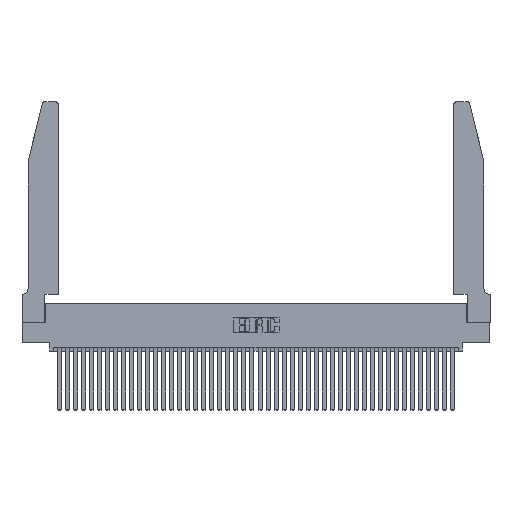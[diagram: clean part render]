
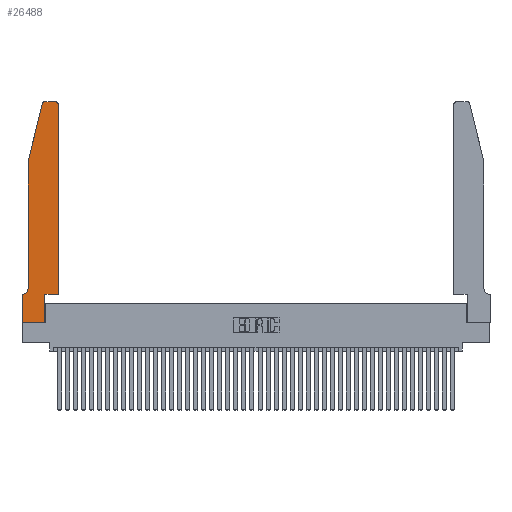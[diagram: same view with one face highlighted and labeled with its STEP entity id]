
A CAD part, top view. The second image highlights one B-rep face of the part: STEP entity #26488.
In plain terms, the highlighted planar face has unit normal (0, 0, 1).
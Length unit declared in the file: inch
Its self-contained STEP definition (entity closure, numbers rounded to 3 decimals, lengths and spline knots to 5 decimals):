
#145 = CARTESIAN_POINT ( 'NONE',  ( 0.4505, 0.35, 0.37 ) ) ;
#277 = DIRECTION ( 'NONE',  ( 1., 0., 0. ) ) ;
#348 = ORIENTED_EDGE ( 'NONE', *, *, #38116, .T. ) ;
#1338 = CARTESIAN_POINT ( 'NONE',  ( 0.4205, 2.75, 0.37 ) ) ;
#1546 = ORIENTED_EDGE ( 'NONE', *, *, #5151, .T. ) ;
#2514 = FACE_OUTER_BOUND ( 'NONE', #27120, .T. ) ;
#2525 = VERTEX_POINT ( 'NONE', #4879 ) ;
#2929 = ORIENTED_EDGE ( 'NONE', *, *, #11217, .T. ) ;
#3691 = EDGE_CURVE ( 'NONE', #2525, #37019, #33615, .T. ) ;
#4040 = DIRECTION ( 'NONE',  ( 0., -1., 0. ) ) ;
#4422 = DIRECTION ( 'NONE',  ( 0., -1., 0. ) ) ;
#4461 = VECTOR ( 'NONE', #4040, 39.37008 ) ;
#4475 = CARTESIAN_POINT ( 'NONE',  ( 0., 0.35, 0.37 ) ) ;
#4879 = CARTESIAN_POINT ( 'NONE',  ( 0.2865, 0., 0.37 ) ) ;
#5151 = EDGE_CURVE ( 'NONE', #37019, #7226, #11133, .T. ) ;
#5905 = DIRECTION ( 'NONE',  ( 0., 0., 1. ) ) ;
#5965 = VERTEX_POINT ( 'NONE', #27904 ) ;
#7226 = VERTEX_POINT ( 'NONE', #9399 ) ;
#8218 = VERTEX_POINT ( 'NONE', #1338 ) ;
#9333 = DIRECTION ( 'NONE',  ( 1., 0., 0. ) ) ;
#9399 = CARTESIAN_POINT ( 'NONE',  ( 0.4505, 0.35, 0.37 ) ) ;
#9514 = VERTEX_POINT ( 'NONE', #4475 ) ;
#10728 = ORIENTED_EDGE ( 'NONE', *, *, #3691, .T. ) ;
#10994 = ORIENTED_EDGE ( 'NONE', *, *, #37250, .T. ) ;
#11133 = LINE ( 'NONE', #145, #17874 ) ;
#11217 = EDGE_CURVE ( 'NONE', #8218, #21597, #25775, .T. ) ;
#11570 = LINE ( 'NONE', #14380, #41086 ) ;
#11648 = ORIENTED_EDGE ( 'NONE', *, *, #37078, .T. ) ;
#12272 = CARTESIAN_POINT ( 'NONE',  ( 0.2865, 0.35, 0.37 ) ) ;
#12616 = VECTOR ( 'NONE', #20559, 39.37008 ) ;
#13006 = CARTESIAN_POINT ( 'NONE',  ( 0., 0.35, 0.37 ) ) ;
#14132 = ORIENTED_EDGE ( 'NONE', *, *, #36821, .T. ) ;
#14380 = CARTESIAN_POINT ( 'NONE',  ( 0.0755, 2., 0.37 ) ) ;
#14580 = CARTESIAN_POINT ( 'NONE',  ( 0.0755, 2., 0.37 ) ) ;
#15519 = CARTESIAN_POINT ( 'NONE',  ( 0.4205, 2.72, 0.37 ) ) ;
#15531 = CARTESIAN_POINT ( 'NONE',  ( 0., 0., 0.37 ) ) ;
#15911 = VERTEX_POINT ( 'NONE', #26041 ) ;
#16102 = CIRCLE ( 'NONE', #22111, 0.07 ) ;
#16716 = LINE ( 'NONE', #40332, #12616 ) ;
#17420 = ORIENTED_EDGE ( 'NONE', *, *, #34567, .T. ) ;
#17453 = AXIS2_PLACEMENT_3D ( 'NONE', #15519, #5905, #41871 ) ;
#17630 = CARTESIAN_POINT ( 'NONE',  ( 0.0755, 2., 0.37 ) ) ;
#17874 = VECTOR ( 'NONE', #277, 39.37008 ) ;
#19080 = ORIENTED_EDGE ( 'NONE', *, *, #20779, .T. ) ;
#19768 = EDGE_CURVE ( 'NONE', #21597, #38772, #28299, .T. ) ;
#20559 = DIRECTION ( 'NONE',  ( 1., 0., 0. ) ) ;
#20779 = EDGE_CURVE ( 'NONE', #37964, #2525, #16716, .T. ) ;
#21597 = VERTEX_POINT ( 'NONE', #22647 ) ;
#21609 = DIRECTION ( 'NONE',  ( -1., 0., 0. ) ) ;
#22111 = AXIS2_PLACEMENT_3D ( 'NONE', #24307, #30801, #40902 ) ;
#22304 = CARTESIAN_POINT ( 'NONE',  ( 0.284, 2.72, 0.37 ) ) ;
#22647 = CARTESIAN_POINT ( 'NONE',  ( 0.284, 2.75, 0.37 ) ) ;
#23113 = CIRCLE ( 'NONE', #17453, 0.03 ) ;
#23182 = PLANE ( 'NONE',  #23856 ) ;
#23191 = LINE ( 'NONE', #33303, #36560 ) ;
#23856 = AXIS2_PLACEMENT_3D ( 'NONE', #13006, #36141, #39032 ) ;
#23900 = CARTESIAN_POINT ( 'NONE',  ( 0., 0., 0.37 ) ) ;
#24056 = ORIENTED_EDGE ( 'NONE', *, *, #19768, .T. ) ;
#24215 = VECTOR ( 'NONE', #21609, 39.37008 ) ;
#24307 = CARTESIAN_POINT ( 'NONE',  ( 0.0055, 0.42, 0.37 ) ) ;
#25675 = VECTOR ( 'NONE', #35796, 39.37008 ) ;
#25775 = LINE ( 'NONE', #41380, #24215 ) ;
#26041 = CARTESIAN_POINT ( 'NONE',  ( 0.0755, 0.42, 0.37 ) ) ;
#26226 = VERTEX_POINT ( 'NONE', #38539 ) ;
#26488 = ADVANCED_FACE ( 'NONE', ( #2514 ), #23182, .T. ) ;
#27120 = EDGE_LOOP ( 'NONE', ( #2929, #24056, #33144, #10994, #17420, #348, #14132, #19080, #10728, #1546, #11648, #28581 ) ) ;
#27342 = DIRECTION ( 'NONE',  ( 0., 1., 0. ) ) ;
#27733 = LINE ( 'NONE', #29592, #25675 ) ;
#27821 = LINE ( 'NONE', #23900, #4461 ) ;
#27904 = CARTESIAN_POINT ( 'NONE',  ( 0.4505, 2.72, 0.37 ) ) ;
#28186 = EDGE_CURVE ( 'NONE', #5965, #8218, #23113, .T. ) ;
#28299 = CIRCLE ( 'NONE', #36689, 0.03 ) ;
#28581 = ORIENTED_EDGE ( 'NONE', *, *, #28186, .T. ) ;
#29592 = CARTESIAN_POINT ( 'NONE',  ( 0.0755, 0.35, 0.37 ) ) ;
#30647 = CARTESIAN_POINT ( 'NONE',  ( 0.2865, 0.35, 0.37 ) ) ;
#30801 = DIRECTION ( 'NONE',  ( 0., 0., -1. ) ) ;
#30868 = VECTOR ( 'NONE', #4422, 39.37008 ) ;
#33144 = ORIENTED_EDGE ( 'NONE', *, *, #42183, .T. ) ;
#33303 = CARTESIAN_POINT ( 'NONE',  ( 0.4505, 0.35, 0.37 ) ) ;
#33615 = LINE ( 'NONE', #12272, #34097 ) ;
#34097 = VECTOR ( 'NONE', #41958, 39.37008 ) ;
#34567 = EDGE_CURVE ( 'NONE', #15911, #26226, #16102, .T. ) ;
#35796 = DIRECTION ( 'NONE',  ( -1., 0., 0. ) ) ;
#35948 = VERTEX_POINT ( 'NONE', #17630 ) ;
#36141 = DIRECTION ( 'NONE',  ( 0., 0., 1. ) ) ;
#36560 = VECTOR ( 'NONE', #27342, 39.37008 ) ;
#36689 = AXIS2_PLACEMENT_3D ( 'NONE', #22304, #38730, #9333 ) ;
#36821 = EDGE_CURVE ( 'NONE', #9514, #37964, #27821, .T. ) ;
#37019 = VERTEX_POINT ( 'NONE', #30647 ) ;
#37078 = EDGE_CURVE ( 'NONE', #7226, #5965, #23191, .T. ) ;
#37250 = EDGE_CURVE ( 'NONE', #35948, #15911, #39641, .T. ) ;
#37526 = DIRECTION ( 'NONE',  ( -0.239, -0.971, 0. ) ) ;
#37964 = VERTEX_POINT ( 'NONE', #15531 ) ;
#38116 = EDGE_CURVE ( 'NONE', #26226, #9514, #27733, .T. ) ;
#38539 = CARTESIAN_POINT ( 'NONE',  ( 0.0055, 0.35, 0.37 ) ) ;
#38730 = DIRECTION ( 'NONE',  ( 0., 0., 1. ) ) ;
#38751 = CARTESIAN_POINT ( 'NONE',  ( 0.25487, 2.72718, 0.37 ) ) ;
#38772 = VERTEX_POINT ( 'NONE', #38751 ) ;
#39032 = DIRECTION ( 'NONE',  ( 1., 0., 0. ) ) ;
#39641 = LINE ( 'NONE', #14580, #30868 ) ;
#40332 = CARTESIAN_POINT ( 'NONE',  ( 0., 0., 0.37 ) ) ;
#40902 = DIRECTION ( 'NONE',  ( -1., 0., 0. ) ) ;
#41086 = VECTOR ( 'NONE', #37526, 39.37008 ) ;
#41380 = CARTESIAN_POINT ( 'NONE',  ( 0.2605, 2.75, 0.37 ) ) ;
#41871 = DIRECTION ( 'NONE',  ( 1., 0., 0. ) ) ;
#41958 = DIRECTION ( 'NONE',  ( 0., 1., 0. ) ) ;
#42183 = EDGE_CURVE ( 'NONE', #38772, #35948, #11570, .T. ) ;
